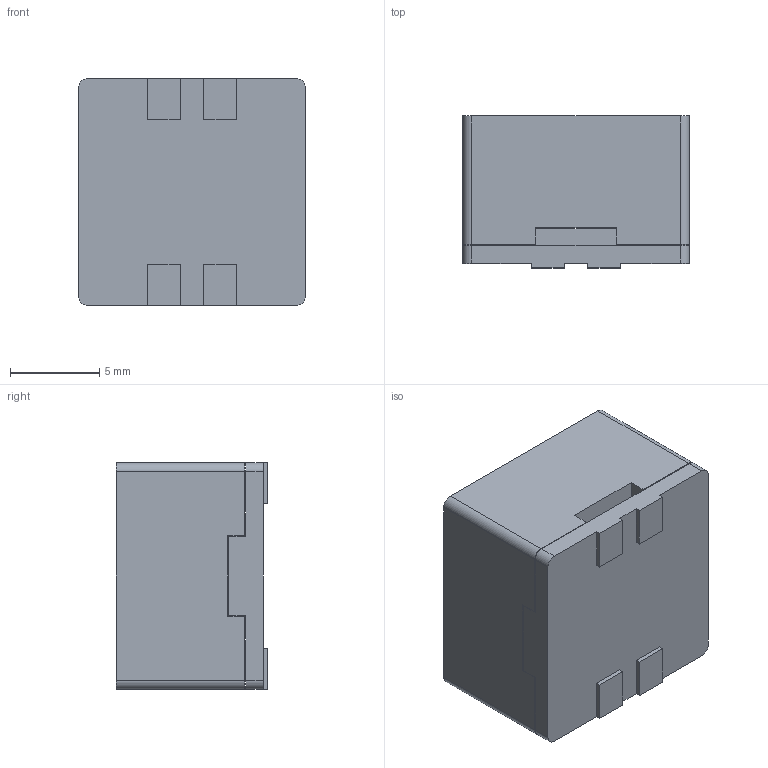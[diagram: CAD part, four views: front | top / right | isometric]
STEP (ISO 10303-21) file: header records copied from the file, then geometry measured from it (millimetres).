
FILE_DESCRIPTION(('FreeCAD Model'),'2;1');
FILE_NAME('Open CASCADE Shape Model','2024-02-13T20:32:43',('Author'),( ''),'Open CASCADE STEP processor 7.6','FreeCAD','Unknown');
FILE_SCHEMA(('AUTOMOTIVE_DESIGN { 1 0 10303 214 1 1 1 1 }'));
Length unit declared in the file: millimetre
Products named in the file (3): SRR1210; SRR1208; SRR1209
Assembly tree (2 placements, depth 2):
  SRR1210
    SRR1208
    SRR1209
Bounding box: 12.7 x 8.5 x 12.7 mm (x, y, z)
Volume: 1218.8 mm3; surface area: 1259 mm2
Topology: 2 solids, 2 shells, 70 faces, 190 edges, 126 vertices
Faces by surface type: plane 46, cylinder 18, torus 4, cone 2
Entity records: 2395 total; most frequent: CARTESIAN_POINT 469, ORIENTED_EDGE 380, DIRECTION 370, EDGE_CURVE 190, LINE 140, VECTOR 140, VERTEX_POINT 126, AXIS2_PLACEMENT_3D 115
